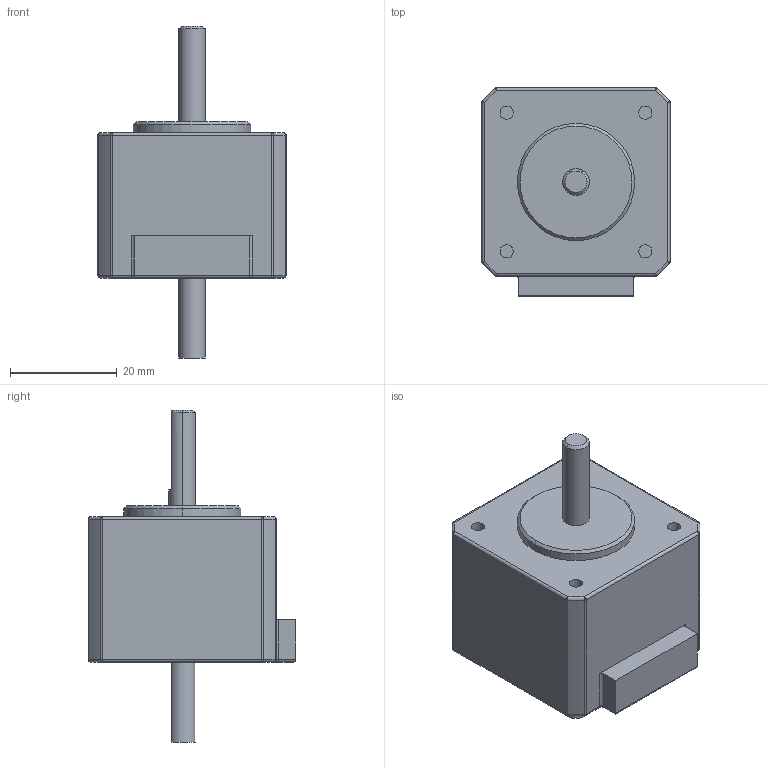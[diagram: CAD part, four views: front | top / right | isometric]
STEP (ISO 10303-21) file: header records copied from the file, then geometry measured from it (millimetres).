
FILE_DESCRIPTION((''),'2;1');
FILE_NAME('AM14HS10A0-02','2019-05-24T14:58:51',('MS05244'),(''),'CREO PARAMETRIC BY PTC INC, 2018100','CREO PARAMETRIC BY PTC INC, 2018100','');
FILE_SCHEMA(('CONFIG_CONTROL_DESIGN'));
Length unit declared in the file: millimetre
Products named in the file (1): AM14HS10A0-02
Bounding box: 35.3 x 39 x 62.3 mm (x, y, z)
Volume: 35594 mm3; surface area: 7081.5 mm2
Topology: 1 solids, 1 shells, 96 faces, 204 edges, 111 vertices
Faces by surface type: cylinder 43, plane 22, sphere 16, torus 10, cone 5
Entity records: 2559 total; most frequent: DIRECTION 499, CARTESIAN_POINT 429, ORIENTED_EDGE 392, AXIS2_PLACEMENT_3D 211, EDGE_CURVE 196, CIRCLE 115, VERTEX_POINT 111, EDGE_LOOP 105
